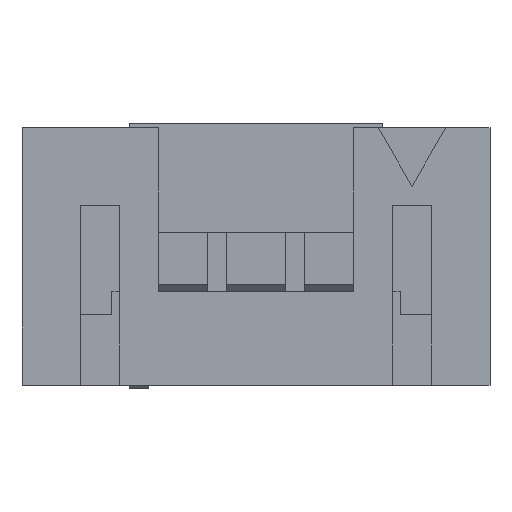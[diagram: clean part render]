
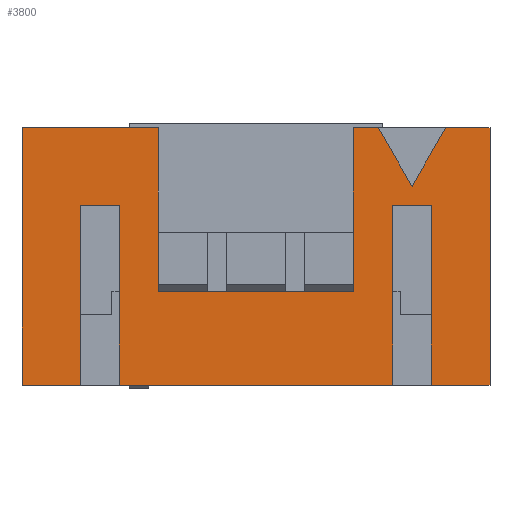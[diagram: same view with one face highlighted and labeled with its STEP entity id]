
A CAD part, front view. The second image highlights one B-rep face of the part: STEP entity #3800.
In plain terms, the highlighted planar face has unit normal (0, -1, 0).
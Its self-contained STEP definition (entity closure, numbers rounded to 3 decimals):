
#67=ORIENTED_EDGE('',*,*,#1185,.F.);
#68=ORIENTED_EDGE('',*,*,#1186,.F.);
#69=ORIENTED_EDGE('',*,*,#1187,.T.);
#70=ORIENTED_EDGE('',*,*,#1188,.F.);
#71=ORIENTED_EDGE('',*,*,#1189,.F.);
#72=ORIENTED_EDGE('',*,*,#1190,.T.);
#73=ORIENTED_EDGE('',*,*,#1191,.T.);
#74=ORIENTED_EDGE('',*,*,#1192,.F.);
#75=ORIENTED_EDGE('',*,*,#1193,.F.);
#76=ORIENTED_EDGE('',*,*,#1194,.F.);
#77=ORIENTED_EDGE('',*,*,#1195,.F.);
#78=ORIENTED_EDGE('',*,*,#1196,.F.);
#79=ORIENTED_EDGE('',*,*,#1197,.F.);
#80=ORIENTED_EDGE('',*,*,#1198,.F.);
#81=ORIENTED_EDGE('',*,*,#1199,.F.);
#82=ORIENTED_EDGE('',*,*,#1200,.F.);
#83=ORIENTED_EDGE('',*,*,#1201,.F.);
#84=ORIENTED_EDGE('',*,*,#1202,.T.);
#85=ORIENTED_EDGE('',*,*,#1203,.T.);
#1185=EDGE_CURVE('',#1744,#1745,#2110,.T.);
#1186=EDGE_CURVE('',#1746,#1744,#2111,.T.);
#1187=EDGE_CURVE('',#1746,#1747,#2112,.T.);
#1188=EDGE_CURVE('',#1748,#1747,#2113,.T.);
#1189=EDGE_CURVE('',#1749,#1748,#2114,.T.);
#1190=EDGE_CURVE('',#1749,#1750,#2115,.T.);
#1191=EDGE_CURVE('',#1750,#1751,#2116,.T.);
#1192=EDGE_CURVE('',#1752,#1751,#2117,.T.);
#1193=EDGE_CURVE('',#1753,#1752,#2118,.T.);
#1194=EDGE_CURVE('',#1754,#1753,#2119,.T.);
#1195=EDGE_CURVE('',#1755,#1754,#2120,.T.);
#1196=EDGE_CURVE('',#1756,#1755,#2121,.T.);
#1197=EDGE_CURVE('',#1757,#1756,#2122,.T.);
#1198=EDGE_CURVE('',#1758,#1757,#2123,.T.);
#1199=EDGE_CURVE('',#1759,#1758,#2124,.T.);
#1200=EDGE_CURVE('',#1760,#1759,#2125,.T.);
#1201=EDGE_CURVE('',#1761,#1760,#2126,.T.);
#1202=EDGE_CURVE('',#1761,#1762,#2127,.T.);
#1203=EDGE_CURVE('',#1762,#1745,#2128,.T.);
#1744=VERTEX_POINT('',#5221);
#1745=VERTEX_POINT('',#5222);
#1746=VERTEX_POINT('',#5224);
#1747=VERTEX_POINT('',#5226);
#1748=VERTEX_POINT('',#5228);
#1749=VERTEX_POINT('',#5230);
#1750=VERTEX_POINT('',#5232);
#1751=VERTEX_POINT('',#5234);
#1752=VERTEX_POINT('',#5236);
#1753=VERTEX_POINT('',#5238);
#1754=VERTEX_POINT('',#5240);
#1755=VERTEX_POINT('',#5242);
#1756=VERTEX_POINT('',#5244);
#1757=VERTEX_POINT('',#5246);
#1758=VERTEX_POINT('',#5248);
#1759=VERTEX_POINT('',#5250);
#1760=VERTEX_POINT('',#5252);
#1761=VERTEX_POINT('',#5254);
#1762=VERTEX_POINT('',#5256);
#2110=LINE('',#5220,#2663);
#2111=LINE('',#5223,#2664);
#2112=LINE('',#5225,#2665);
#2113=LINE('',#5227,#2666);
#2114=LINE('',#5229,#2667);
#2115=LINE('',#5231,#2668);
#2116=LINE('',#5233,#2669);
#2117=LINE('',#5235,#2670);
#2118=LINE('',#5237,#2671);
#2119=LINE('',#5239,#2672);
#2120=LINE('',#5241,#2673);
#2121=LINE('',#5243,#2674);
#2122=LINE('',#5245,#2675);
#2123=LINE('',#5247,#2676);
#2124=LINE('',#5249,#2677);
#2125=LINE('',#5251,#2678);
#2126=LINE('',#5253,#2679);
#2127=LINE('',#5255,#2680);
#2128=LINE('',#5257,#2681);
#2663=VECTOR('',#4253,1000.);
#2664=VECTOR('',#4254,1000.);
#2665=VECTOR('',#4255,1000.);
#2666=VECTOR('',#4256,1000.);
#2667=VECTOR('',#4257,1000.);
#2668=VECTOR('',#4258,1000.);
#2669=VECTOR('',#4259,1000.);
#2670=VECTOR('',#4260,1000.);
#2671=VECTOR('',#4261,1000.);
#2672=VECTOR('',#4262,1000.);
#2673=VECTOR('',#4263,1000.);
#2674=VECTOR('',#4264,1000.);
#2675=VECTOR('',#4265,1000.);
#2676=VECTOR('',#4266,1000.);
#2677=VECTOR('',#4267,1000.);
#2678=VECTOR('',#4268,1000.);
#2679=VECTOR('',#4269,1000.);
#2680=VECTOR('',#4270,1000.);
#2681=VECTOR('',#4271,1000.);
#3216=EDGE_LOOP('',(#67,#68,#69,#70,#71,#72,#73,#74,#75,#76,#77,#78,#79,
#80,#81,#82,#83,#84,#85));
#3413=FACE_BOUND('',#3216,.T.);
#3610=PLANE('',#4042);
#3800=ADVANCED_FACE('',(#3413),#3610,.T.);
#4042=AXIS2_PLACEMENT_3D('',#5219,#4251,#4252);
#4251=DIRECTION('',(0.,-1.,0.));
#4252=DIRECTION('',(0.,0.,-1.));
#4253=DIRECTION('',(0.5,0.,0.866));
#4254=DIRECTION('',(0.5,0.,-0.866));
#4255=DIRECTION('',(-1.,0.,0.));
#4256=DIRECTION('',(0.,0.,1.));
#4257=DIRECTION('',(1.,0.,0.));
#4258=DIRECTION('',(0.,0.,1.));
#4259=DIRECTION('',(-1.,0.,0.));
#4260=DIRECTION('',(0.,0.,1.));
#4261=DIRECTION('',(-1.,0.,0.));
#4262=DIRECTION('',(0.,0.,-1.));
#4263=DIRECTION('',(-1.,0.,0.));
#4264=DIRECTION('',(0.,0.,1.));
#4265=DIRECTION('',(-1.,0.,0.));
#4266=DIRECTION('',(0.,0.,-1.));
#4267=DIRECTION('',(-1.,0.,0.));
#4268=DIRECTION('',(0.,0.,1.));
#4269=DIRECTION('',(-1.,0.,0.));
#4270=DIRECTION('',(0.,0.,1.));
#4271=DIRECTION('',(-1.,0.,0.));
#5219=CARTESIAN_POINT('',(6.,-2.5,-3.3));
#5220=CARTESIAN_POINT('',(4.,-2.5,1.8));
#5221=CARTESIAN_POINT('',(4.,-2.5,1.8));
#5222=CARTESIAN_POINT('',(4.866,-2.5,3.3));
#5223=CARTESIAN_POINT('',(3.134,-2.5,3.3));
#5224=CARTESIAN_POINT('',(3.134,-2.5,3.3));
#5225=CARTESIAN_POINT('',(6.,-2.5,3.3));
#5226=CARTESIAN_POINT('',(2.5,-2.5,3.3));
#5227=CARTESIAN_POINT('',(2.5,-2.5,-0.9));
#5228=CARTESIAN_POINT('',(2.5,-2.5,-0.9));
#5229=CARTESIAN_POINT('',(-2.5,-2.5,-0.9));
#5230=CARTESIAN_POINT('',(-2.5,-2.5,-0.9));
#5231=CARTESIAN_POINT('',(-2.5,-2.5,-0.9));
#5232=CARTESIAN_POINT('',(-2.5,-2.5,3.3));
#5233=CARTESIAN_POINT('',(6.,-2.5,3.3));
#5234=CARTESIAN_POINT('',(-6.,-2.5,3.3));
#5235=CARTESIAN_POINT('',(-6.,-2.5,-3.3));
#5236=CARTESIAN_POINT('',(-6.,-2.5,-3.3));
#5237=CARTESIAN_POINT('',(6.,-2.5,-3.3));
#5238=CARTESIAN_POINT('',(-4.5,-2.5,-3.3));
#5239=CARTESIAN_POINT('',(-4.5,-2.5,1.3));
#5240=CARTESIAN_POINT('',(-4.5,-2.5,1.3));
#5241=CARTESIAN_POINT('',(-3.5,-2.5,1.3));
#5242=CARTESIAN_POINT('',(-3.5,-2.5,1.3));
#5243=CARTESIAN_POINT('',(-3.5,-2.5,-3.3));
#5244=CARTESIAN_POINT('',(-3.5,-2.5,-3.3));
#5245=CARTESIAN_POINT('',(6.,-2.5,-3.3));
#5246=CARTESIAN_POINT('',(3.5,-2.5,-3.3));
#5247=CARTESIAN_POINT('',(3.5,-2.5,1.3));
#5248=CARTESIAN_POINT('',(3.5,-2.5,1.3));
#5249=CARTESIAN_POINT('',(4.5,-2.5,1.3));
#5250=CARTESIAN_POINT('',(4.5,-2.5,1.3));
#5251=CARTESIAN_POINT('',(4.5,-2.5,-3.3));
#5252=CARTESIAN_POINT('',(4.5,-2.5,-3.3));
#5253=CARTESIAN_POINT('',(6.,-2.5,-3.3));
#5254=CARTESIAN_POINT('',(6.,-2.5,-3.3));
#5255=CARTESIAN_POINT('',(6.,-2.5,-3.3));
#5256=CARTESIAN_POINT('',(6.,-2.5,3.3));
#5257=CARTESIAN_POINT('',(6.,-2.5,3.3));
